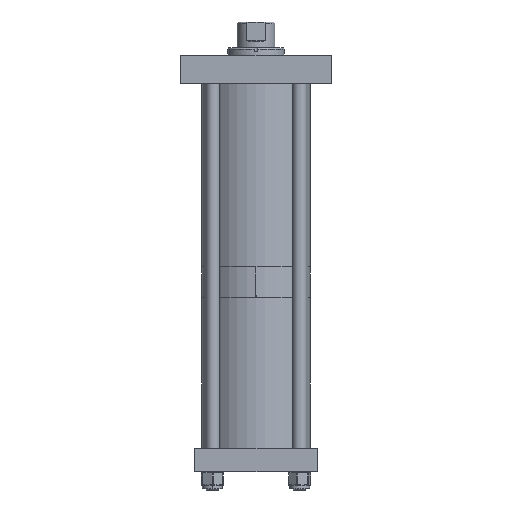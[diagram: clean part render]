
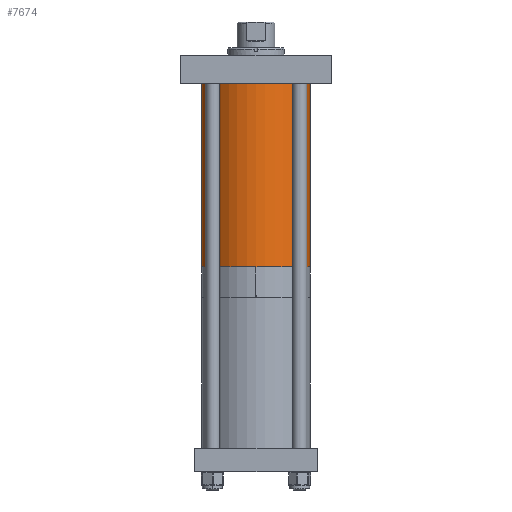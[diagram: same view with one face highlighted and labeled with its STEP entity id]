
A CAD part, front view. The second image highlights one B-rep face of the part: STEP entity #7674.
In plain terms, the highlighted cylindrical face has radius 73.025 mm (diameter 146.05 mm), a partial arc.
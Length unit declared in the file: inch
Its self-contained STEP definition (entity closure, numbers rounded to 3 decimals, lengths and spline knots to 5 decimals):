
#361 = CARTESIAN_POINT ( 'NONE',  ( 0., 0., 0. ) ) ;
#573 = FACE_OUTER_BOUND ( 'NONE', #9815, .T. ) ;
#667 = EDGE_CURVE ( 'NONE', #3406, #4090, #5183, .T. ) ;
#675 = CARTESIAN_POINT ( 'NONE',  ( 9.734, 0., 0. ) ) ;
#1277 = CARTESIAN_POINT ( 'NONE',  ( 9.734, 0., -2.875 ) ) ;
#1293 = CARTESIAN_POINT ( 'NONE',  ( 9.734, 0., 2.875 ) ) ;
#1409 = CYLINDRICAL_SURFACE ( 'NONE', #2115, 2.875 ) ;
#1497 = ORIENTED_EDGE ( 'NONE', *, *, #667, .F. ) ;
#1695 = DIRECTION ( 'NONE',  ( 0., 0., -1. ) ) ;
#1796 = VERTEX_POINT ( 'NONE', #6436 ) ;
#1995 = DIRECTION ( 'NONE',  ( 0., 0., -1. ) ) ;
#2115 = AXIS2_PLACEMENT_3D ( 'NONE', #7157, #2744, #8450 ) ;
#2214 = CARTESIAN_POINT ( 'NONE',  ( 9.734, 0., -2.875 ) ) ;
#2744 = DIRECTION ( 'NONE',  ( -1., 0., 0. ) ) ;
#3406 = VERTEX_POINT ( 'NONE', #4051 ) ;
#3724 = EDGE_CURVE ( 'NONE', #6864, #1796, #9209, .T. ) ;
#3987 = AXIS2_PLACEMENT_3D ( 'NONE', #675, #6466, #1995 ) ;
#4051 = CARTESIAN_POINT ( 'NONE',  ( 9.734, 0., 2.875 ) ) ;
#4090 = VERTEX_POINT ( 'NONE', #1277 ) ;
#4112 = CARTESIAN_POINT ( 'NONE',  ( 0., 0., 2.875 ) ) ;
#4959 = EDGE_CURVE ( 'NONE', #4090, #1796, #6662, .T. ) ;
#5050 = ORIENTED_EDGE ( 'NONE', *, *, #4959, .F. ) ;
#5183 = CIRCLE ( 'NONE', #3987, 2.875 ) ;
#5738 = LINE ( 'NONE', #1293, #9400 ) ;
#5878 = ORIENTED_EDGE ( 'NONE', *, *, #6598, .T. ) ;
#6137 = DIRECTION ( 'NONE',  ( 1., 0., 0. ) ) ;
#6436 = CARTESIAN_POINT ( 'NONE',  ( 0., 0., -2.875 ) ) ;
#6466 = DIRECTION ( 'NONE',  ( 1., 0., 0. ) ) ;
#6598 = EDGE_CURVE ( 'NONE', #3406, #6864, #5738, .T. ) ;
#6662 = LINE ( 'NONE', #2214, #8252 ) ;
#6738 = ORIENTED_EDGE ( 'NONE', *, *, #3724, .T. ) ;
#6864 = VERTEX_POINT ( 'NONE', #4112 ) ;
#7058 = DIRECTION ( 'NONE',  ( -1., 0., 0. ) ) ;
#7157 = CARTESIAN_POINT ( 'NONE',  ( 9.734, 0., 0. ) ) ;
#7396 = AXIS2_PLACEMENT_3D ( 'NONE', #361, #6137, #1695 ) ;
#7674 = ADVANCED_FACE ( 'NONE', ( #573 ), #1409, .T. ) ;
#7939 = DIRECTION ( 'NONE',  ( -1., 0., 0. ) ) ;
#8252 = VECTOR ( 'NONE', #7939, 39.37008 ) ;
#8450 = DIRECTION ( 'NONE',  ( 0., 0., 1. ) ) ;
#9209 = CIRCLE ( 'NONE', #7396, 2.875 ) ;
#9400 = VECTOR ( 'NONE', #7058, 39.37008 ) ;
#9815 = EDGE_LOOP ( 'NONE', ( #5050, #1497, #5878, #6738 ) ) ;
